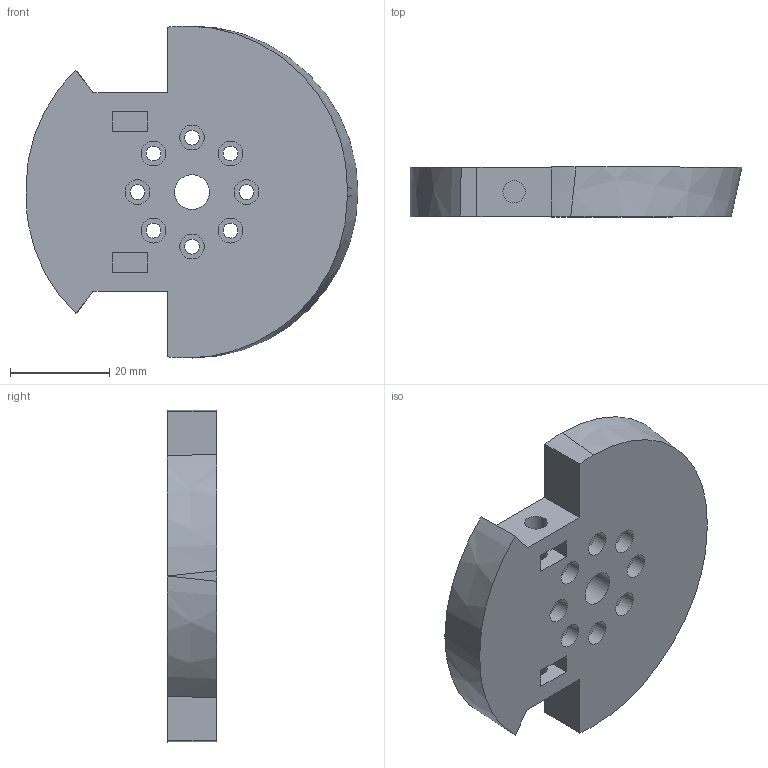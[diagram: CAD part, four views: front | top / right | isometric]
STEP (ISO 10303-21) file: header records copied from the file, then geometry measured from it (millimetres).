
FILE_DESCRIPTION(/* description */ (''),/* implementation_level */ '2;1');
FILE_NAME(/* name */ '9b62afd9-a9cd-46da-b6cf-30db4bbebdc4.stp',/* time_stamp */ '2019-03-12T20:37:04+01:00',/* author */ (''),/* organization */ (''),/* preprocessor_version */ 'ST-DEVELOPER v17.2',/* originating_system */ 'Autodesk Translation Framework v7.6.0.251',/* authorisation */ '');
FILE_SCHEMA (('AUTOMOTIVE_DESIGN { 1 0 10303 214 3 1 1 }'));
Length unit declared in the file: millimetre
Products named in the file (1): LowerArm1
Bounding box: 66.97 x 10 x 67 mm (x, y, z)
Volume: 28291.6 mm3; surface area: 10135.7 mm2
Topology: 1 solids, 1 shells, 61 faces, 161 edges, 116 vertices
Faces by surface type: plane 32, cylinder 23, cone 6
Full cylindrical faces by diameter (mm): 3 x8, 4.5 x4, 5 x8, 7 x1, 11 x1, 29 x1
Entity records: 2042 total; most frequent: DIRECTION 360, CARTESIAN_POINT 351, ORIENTED_EDGE 322, EDGE_CURVE 161, AXIS2_PLACEMENT_3D 143, VERTEX_POINT 116, EDGE_LOOP 97, LINE 74
